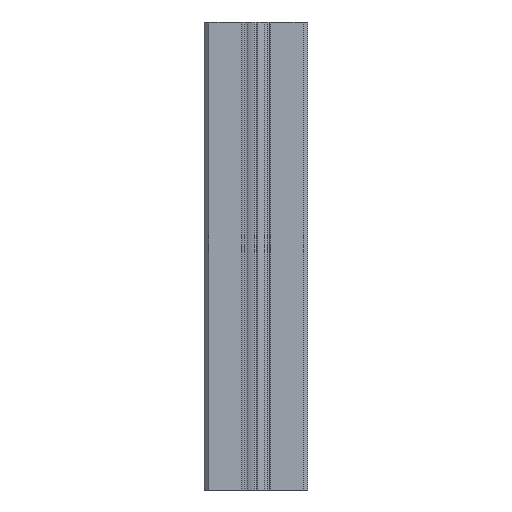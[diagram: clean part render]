
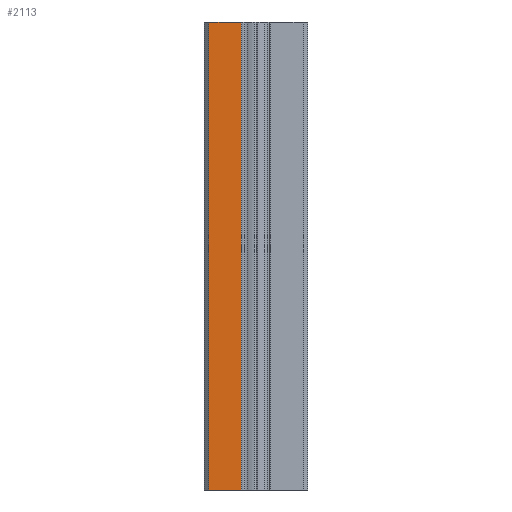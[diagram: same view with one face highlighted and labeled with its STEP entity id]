
A CAD part, left-side view. The second image highlights one B-rep face of the part: STEP entity #2113.
In plain terms, the highlighted planar face has unit normal (-1, 0, 0).
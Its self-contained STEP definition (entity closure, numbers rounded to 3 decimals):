
#51 = VECTOR ( 'NONE', #4078, 1000. ) ;
#161 = VERTEX_POINT ( 'NONE', #2538 ) ;
#178 = CARTESIAN_POINT ( 'NONE',  ( -22.5, 6.3, -101.6 ) ) ;
#321 = CARTESIAN_POINT ( 'NONE',  ( -22.5, 0., 101.6 ) ) ;
#647 = ORIENTED_EDGE ( 'NONE', *, *, #1091, .T. ) ;
#650 = CARTESIAN_POINT ( 'NONE',  ( -22.5, 20.5, -101.6 ) ) ;
#671 = LINE ( 'NONE', #3711, #51 ) ;
#681 = DIRECTION ( 'NONE',  ( -1., 0., 0. ) ) ;
#701 = EDGE_CURVE ( 'NONE', #1453, #1629, #2413, .T. ) ;
#789 = CARTESIAN_POINT ( 'NONE',  ( -22.5, 0., 101.6 ) ) ;
#867 = EDGE_CURVE ( 'NONE', #161, #2270, #1598, .T. ) ;
#1006 = FACE_OUTER_BOUND ( 'NONE', #4798, .T. ) ;
#1091 = EDGE_CURVE ( 'NONE', #2270, #1629, #4083, .T. ) ;
#1200 = AXIS2_PLACEMENT_3D ( 'NONE', #321, #681, #3725 ) ;
#1204 = ORIENTED_EDGE ( 'NONE', *, *, #867, .T. ) ;
#1453 = VERTEX_POINT ( 'NONE', #178 ) ;
#1589 = CARTESIAN_POINT ( 'NONE',  ( -22.5, 0., -101.6 ) ) ;
#1598 = LINE ( 'NONE', #789, #1960 ) ;
#1629 = VERTEX_POINT ( 'NONE', #650 ) ;
#1960 = VECTOR ( 'NONE', #3070, 1000. ) ;
#2113 = ADVANCED_FACE ( 'NONE', ( #1006 ), #4122, .T. ) ;
#2124 = DIRECTION ( 'NONE',  ( 0., 1., 0. ) ) ;
#2270 = VERTEX_POINT ( 'NONE', #2842 ) ;
#2332 = ORIENTED_EDGE ( 'NONE', *, *, #701, .F. ) ;
#2413 = LINE ( 'NONE', #1589, #3540 ) ;
#2538 = CARTESIAN_POINT ( 'NONE',  ( -22.5, 6.3, 101.6 ) ) ;
#2842 = CARTESIAN_POINT ( 'NONE',  ( -22.5, 20.5, 101.6 ) ) ;
#3070 = DIRECTION ( 'NONE',  ( 0., 1., 0. ) ) ;
#3540 = VECTOR ( 'NONE', #2124, 1000. ) ;
#3611 = DIRECTION ( 'NONE',  ( 0., 0., -1. ) ) ;
#3711 = CARTESIAN_POINT ( 'NONE',  ( -22.5, 6.3, 101.6 ) ) ;
#3713 = CARTESIAN_POINT ( 'NONE',  ( -22.5, 20.5, 101.6 ) ) ;
#3725 = DIRECTION ( 'NONE',  ( 0., 0., 1. ) ) ;
#3977 = VECTOR ( 'NONE', #3611, 1000. ) ;
#4078 = DIRECTION ( 'NONE',  ( 0., 0., 1. ) ) ;
#4083 = LINE ( 'NONE', #3713, #3977 ) ;
#4122 = PLANE ( 'NONE',  #1200 ) ;
#4344 = EDGE_CURVE ( 'NONE', #1453, #161, #671, .T. ) ;
#4759 = ORIENTED_EDGE ( 'NONE', *, *, #4344, .T. ) ;
#4798 = EDGE_LOOP ( 'NONE', ( #2332, #4759, #1204, #647 ) ) ;
